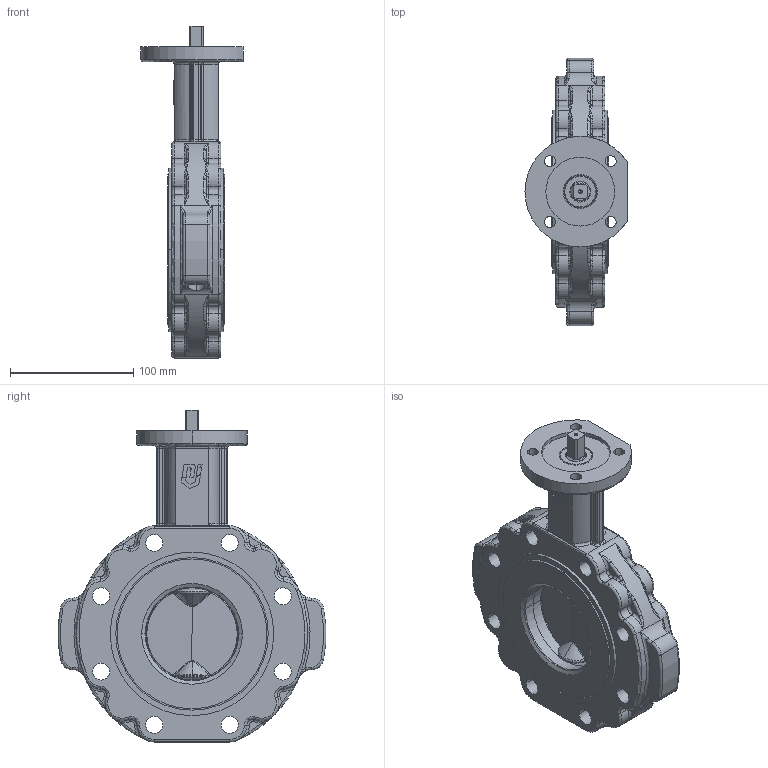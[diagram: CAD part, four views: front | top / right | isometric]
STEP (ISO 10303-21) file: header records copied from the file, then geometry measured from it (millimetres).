
FILE_DESCRIPTION(('HOOPS Exchange Step'),'2;1');
FILE_NAME('AK10_DN80_PN10-16_oH.stp','2025-10-06T09:40:38+02:00',('nieru'),('Unknown organisation'),'HOOPS Exchange 2024.2','HOOPS Exchange','Unknown authorisation');
FILE_SCHEMA( ('AP203_CONFIGURATION_CONTROLLED_3D_DESIGN_OF_MECHANICAL_PARTS_AND_ASSEMBLIES_MIM_LF') );
Length unit declared in the file: millimetre
Products named in the file (2): 0; root
Assembly tree (1 placements, depth 2):
  root
    0
Bounding box: 83 x 217.54 x 269.91 mm (x, y, z)
Volume: 1121011.7 mm3; surface area: 136390.9 mm2
Topology: 1 solids, 1 shells, 689 faces, 1719 edges, 978 vertices
Faces by surface type: torus 214, cylinder 198, bspline 118, plane 103, cone 36, sphere 20
Entity records: 32419 total; most frequent: CARTESIAN_POINT 17501, ORIENTED_EDGE 3282, DIRECTION 2874, EDGE_CURVE 1641, AXIS2_PLACEMENT_3D 1247, VERTEX_POINT 978, EDGE_LOOP 737, FACE_BOUND 737
